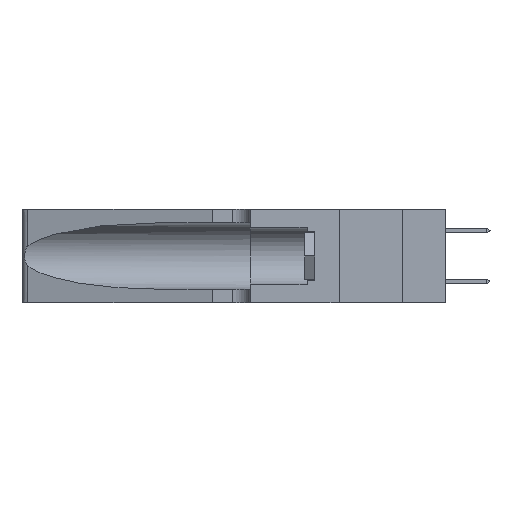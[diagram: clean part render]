
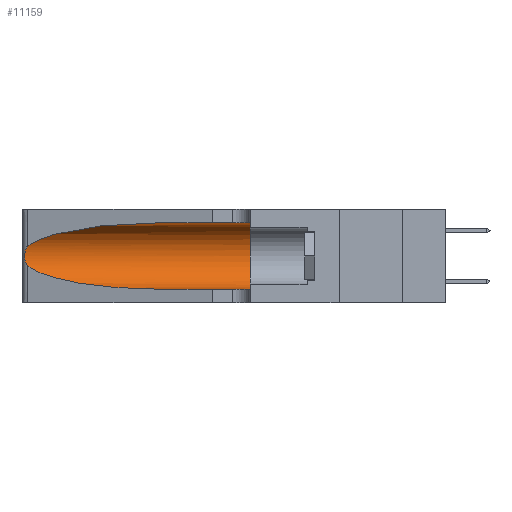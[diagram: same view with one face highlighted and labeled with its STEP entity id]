
A CAD part, left-side view. The second image highlights one B-rep face of the part: STEP entity #11159.
In plain terms, the highlighted cylindrical face has radius 3.308 mm (diameter 6.617 mm), a partial arc.
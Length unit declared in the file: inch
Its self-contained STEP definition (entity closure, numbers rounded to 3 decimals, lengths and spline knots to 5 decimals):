
#1116 = LINE ( 'NONE', #21119, #19395 ) ;
#1239 = CARTESIAN_POINT ( 'NONE',  ( 0.25487, 1.22718, 0.22369 ) ) ;
#1388 = CARTESIAN_POINT ( 'NONE',  ( 0.25787, 1.23484, 0.2124 ) ) ;
#3137 =( BOUNDED_CURVE ( )  B_SPLINE_CURVE ( 3, ( #15684, #23000, #19419, #30229 ),
 .UNSPECIFIED., .F., .T. ) 
 B_SPLINE_CURVE_WITH_KNOTS ( ( 4, 4 ),
 ( 1.5708, 2.84003 ),
 .UNSPECIFIED. ) 
 CURVE ( )  GEOMETRIC_REPRESENTATION_ITEM ( )  RATIONAL_B_SPLINE_CURVE ( ( 1., 0.87, 0.87, 1. ) ) 
 REPRESENTATION_ITEM ( '' )  );
#4659 = VERTEX_POINT ( 'NONE', #29717 ) ;
#6212 = CARTESIAN_POINT ( 'NONE',  ( 0.1305, 0.35, 0.185 ) ) ;
#6259 = ORIENTED_EDGE ( 'NONE', *, *, #28236, .T. ) ;
#8409 = FACE_OUTER_BOUND ( 'NONE', #35206, .T. ) ;
#9265 = DIRECTION ( 'NONE',  ( 0., 1., 0. ) ) ;
#9544 = ORIENTED_EDGE ( 'NONE', *, *, #32416, .T. ) ;
#11159 = ADVANCED_FACE ( 'NONE', ( #8409 ), #41031, .F. ) ;
#11978 = DIRECTION ( 'NONE',  ( 0., -1., 0. ) ) ;
#12330 = CARTESIAN_POINT ( 'NONE',  ( 0.26075, 1.23896, 0.19203 ) ) ;
#12474 = CARTESIAN_POINT ( 'NONE',  ( 0.26017, 1.23833, 0.17102 ) ) ;
#12628 = CARTESIAN_POINT ( 'NONE',  ( 0.25856, 1.23593, 0.16098 ) ) ;
#12775 = CARTESIAN_POINT ( 'NONE',  ( 0.25487, 1.22718, 0.14631 ) ) ;
#15081 = EDGE_CURVE ( 'NONE', #33010, #35346, #3137, .T. ) ;
#15684 = CARTESIAN_POINT ( 'NONE',  ( 0.1305, 0.72297, 0.31525 ) ) ;
#15879 = CARTESIAN_POINT ( 'NONE',  ( 0.25639, 1.23184, 0.21858 ) ) ;
#16791 = CARTESIAN_POINT ( 'NONE',  ( 0.25487, 1.22718, 0.14631 ) ) ;
#17225 = DIRECTION ( 'NONE',  ( 0., -1., 0. ) ) ;
#19395 = VECTOR ( 'NONE', #17225, 39.37008 ) ;
#19419 = CARTESIAN_POINT ( 'NONE',  ( 0.2373, 1.15595, 0.28018 ) ) ;
#19978 = VERTEX_POINT ( 'NONE', #35431 ) ;
#20914 = ORIENTED_EDGE ( 'NONE', *, *, #15081, .T. ) ;
#21119 = CARTESIAN_POINT ( 'NONE',  ( 0.1305, 1.61858, 0.05475 ) ) ;
#21776 = DIRECTION ( 'NONE',  ( 0., -1., 0. ) ) ;
#22544 = DIRECTION ( 'NONE',  ( 0., 0., -1. ) ) ;
#22575 = AXIS2_PLACEMENT_3D ( 'NONE', #39646, #11978, #22544 ) ;
#22831 = CARTESIAN_POINT ( 'NONE',  ( 0.25487, 1.22718, 0.22369 ) ) ;
#22892 = CARTESIAN_POINT ( 'NONE',  ( 0.25555, 1.22994, 0.2215 ) ) ;
#23000 = CARTESIAN_POINT ( 'NONE',  ( 0.18966, 0.96281, 0.31525 ) ) ;
#23359 = CARTESIAN_POINT ( 'NONE',  ( 0.18966, 0.96281, 0.05475 ) ) ;
#23549 = DIRECTION ( 'NONE',  ( 0., 0., 1. ) ) ;
#26597 = CIRCLE ( 'NONE', #43320, 0.13025 ) ;
#26610 = CARTESIAN_POINT ( 'NONE',  ( 0.26075, 1.23896, 0.178 ) ) ;
#28236 = EDGE_CURVE ( 'NONE', #43195, #19978, #39070, .T. ) ;
#28520 = VECTOR ( 'NONE', #21776, 39.37008 ) ;
#29717 = CARTESIAN_POINT ( 'NONE',  ( 0.1305, 0.35, 0.31525 ) ) ;
#29979 = CARTESIAN_POINT ( 'NONE',  ( 0.25854, 1.2359, 0.20912 ) ) ;
#30168 = LINE ( 'NONE', #35640, #28520 ) ;
#30229 = CARTESIAN_POINT ( 'NONE',  ( 0.25487, 1.22718, 0.22369 ) ) ;
#30432 = CARTESIAN_POINT ( 'NONE',  ( 0.25639, 1.23186, 0.15144 ) ) ;
#30573 = CARTESIAN_POINT ( 'NONE',  ( 0.2373, 1.15595, 0.08982 ) ) ;
#31104 = CARTESIAN_POINT ( 'NONE',  ( 0.1305, 0.72297, 0.31525 ) ) ;
#32416 = EDGE_CURVE ( 'NONE', #19978, #33552, #1116, .T. ) ;
#33010 = VERTEX_POINT ( 'NONE', #31104 ) ;
#33516 = CARTESIAN_POINT ( 'NONE',  ( 0.26018, 1.23835, 0.19895 ) ) ;
#33552 = VERTEX_POINT ( 'NONE', #43929 ) ;
#33804 = CARTESIAN_POINT ( 'NONE',  ( 0.25487, 1.22718, 0.14631 ) ) ;
#34119 = ORIENTED_EDGE ( 'NONE', *, *, #37088, .F. ) ;
#34124 = CARTESIAN_POINT ( 'NONE',  ( 0.1305, 0.72297, 0.05475 ) ) ;
#35206 = EDGE_LOOP ( 'NONE', ( #20914, #42528, #6259, #9544, #42470, #34119 ) ) ;
#35346 = VERTEX_POINT ( 'NONE', #22831 ) ;
#35431 = CARTESIAN_POINT ( 'NONE',  ( 0.1305, 0.72297, 0.05475 ) ) ;
#35640 = CARTESIAN_POINT ( 'NONE',  ( 0.1305, 1.61858, 0.31525 ) ) ;
#37088 = EDGE_CURVE ( 'NONE', #33010, #4659, #30168, .T. ) ;
#37344 = CARTESIAN_POINT ( 'NONE',  ( 0.25555, 1.22993, 0.14849 ) ) ;
#38144 = B_SPLINE_CURVE_WITH_KNOTS ( 'NONE', 3,
 ( #1239, #22892, #15879, #1388, #29979, #33516, #12330, #26610, #12474, #12628, #44902, #30432, #37344, #16791 ),
 .UNSPECIFIED., .F., .F.,
 ( 4, 2, 2, 2, 2, 2, 4 ),
 ( 0., 0.00027, 0.00053, 0.00107, 0.0016, 0.00187, 0.00214 ),
 .UNSPECIFIED. ) ;
#38626 = EDGE_CURVE ( 'NONE', #35346, #43195, #38144, .T. ) ;
#39070 =( BOUNDED_CURVE ( )  B_SPLINE_CURVE ( 3, ( #12775, #30573, #23359, #34124 ),
 .UNSPECIFIED., .F., .F. ) 
 B_SPLINE_CURVE_WITH_KNOTS ( ( 4, 4 ),
 ( 3.44316, 4.71239 ),
 .UNSPECIFIED. ) 
 CURVE ( )  GEOMETRIC_REPRESENTATION_ITEM ( )  RATIONAL_B_SPLINE_CURVE ( ( 1., 0.87, 0.87, 1. ) ) 
 REPRESENTATION_ITEM ( '' )  );
#39646 = CARTESIAN_POINT ( 'NONE',  ( 0.1305, 1.61858, 0.185 ) ) ;
#41031 = CYLINDRICAL_SURFACE ( 'NONE', #22575, 0.13025 ) ;
#41550 = EDGE_CURVE ( 'NONE', #4659, #33552, #26597, .T. ) ;
#42470 = ORIENTED_EDGE ( 'NONE', *, *, #41550, .F. ) ;
#42528 = ORIENTED_EDGE ( 'NONE', *, *, #38626, .T. ) ;
#43195 = VERTEX_POINT ( 'NONE', #33804 ) ;
#43320 = AXIS2_PLACEMENT_3D ( 'NONE', #6212, #9265, #23549 ) ;
#43929 = CARTESIAN_POINT ( 'NONE',  ( 0.1305, 0.35, 0.05475 ) ) ;
#44902 = CARTESIAN_POINT ( 'NONE',  ( 0.25789, 1.23486, 0.15765 ) ) ;
